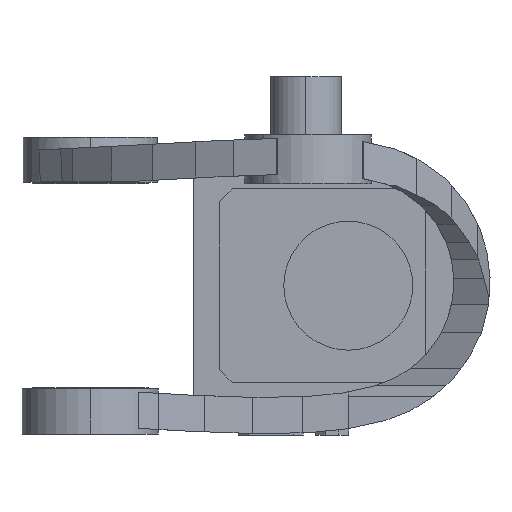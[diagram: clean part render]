
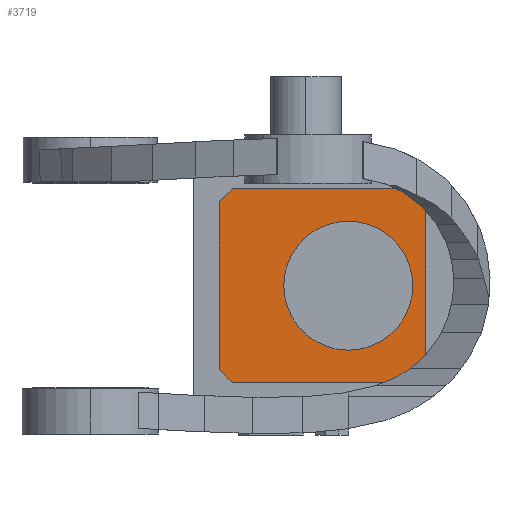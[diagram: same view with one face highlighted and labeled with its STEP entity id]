
A CAD part, front view. The second image highlights one B-rep face of the part: STEP entity #3719.
In plain terms, the highlighted planar face has unit normal (0, -1, 0).
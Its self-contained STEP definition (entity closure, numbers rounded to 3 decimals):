
#70 = EDGE_CURVE ( 'NONE', #3497, #3407, #2971, .T. ) ;
#124 = VECTOR ( 'NONE', #5672, 1000. ) ;
#235 = CARTESIAN_POINT ( 'NONE',  ( 247.941, 57., -64.206 ) ) ;
#334 = CARTESIAN_POINT ( 'NONE',  ( 200., 57., 0. ) ) ;
#340 = EDGE_LOOP ( 'NONE', ( #1571, #4940, #1657, #3146, #383, #3525, #1645, #2671, #3321, #378, #3414, #797 ) ) ;
#362 = EDGE_CURVE ( 'NONE', #3664, #4317, #1848, .T. ) ;
#378 = ORIENTED_EDGE ( 'NONE', *, *, #2824, .T. ) ;
#383 = ORIENTED_EDGE ( 'NONE', *, *, #1683, .T. ) ;
#441 = DIRECTION ( 'NONE',  ( -1., 0., 0. ) ) ;
#643 = VECTOR ( 'NONE', #441, 1000. ) ;
#684 = CARTESIAN_POINT ( 'NONE',  ( 100., 57., 65. ) ) ;
#797 = ORIENTED_EDGE ( 'NONE', *, *, #2986, .T. ) ;
#859 = CARTESIAN_POINT ( 'NONE',  ( 260., 57., 0. ) ) ;
#930 = EDGE_CURVE ( 'NONE', #3610, #4986, #2638, .T. ) ;
#948 = VECTOR ( 'NONE', #5368, 1000. ) ;
#1038 = CARTESIAN_POINT ( 'NONE',  ( 107.5, 57., 72.5 ) ) ;
#1142 = CARTESIAN_POINT ( 'NONE',  ( 262.769, 57., -51.546 ) ) ;
#1236 = CARTESIAN_POINT ( 'NONE',  ( 107.5, 57., -72.5 ) ) ;
#1257 = CARTESIAN_POINT ( 'NONE',  ( 150., 57., 0. ) ) ;
#1288 = LINE ( 'NONE', #5133, #5635 ) ;
#1334 = AXIS2_PLACEMENT_3D ( 'NONE', #334, #3207, #5072 ) ;
#1346 = ORIENTED_EDGE ( 'NONE', *, *, #5288, .T. ) ;
#1365 = VERTEX_POINT ( 'NONE', #2727 ) ;
#1387 = DIRECTION ( 'NONE',  ( 1., 0., 0. ) ) ;
#1478 = FACE_OUTER_BOUND ( 'NONE', #340, .T. ) ;
#1508 = DIRECTION ( 'NONE',  ( 0., -1., 0. ) ) ;
#1565 = CARTESIAN_POINT ( 'NONE',  ( 180., 57., 0. ) ) ;
#1570 = DIRECTION ( 'NONE',  ( 0.761, 0., 0.649 ) ) ;
#1571 = ORIENTED_EDGE ( 'NONE', *, *, #362, .F. ) ;
#1645 = ORIENTED_EDGE ( 'NONE', *, *, #5801, .F. ) ;
#1657 = ORIENTED_EDGE ( 'NONE', *, *, #5171, .F. ) ;
#1683 = EDGE_CURVE ( 'NONE', #4986, #4796, #5258, .T. ) ;
#1770 = AXIS2_PLACEMENT_3D ( 'NONE', #1565, #1508, #4773 ) ;
#1775 = VERTEX_POINT ( 'NONE', #2608 ) ;
#1848 = LINE ( 'NONE', #3733, #2238 ) ;
#1877 = DIRECTION ( 'NONE',  ( 0., 0., 1. ) ) ;
#1913 = VECTOR ( 'NONE', #3818, 1000. ) ;
#1921 = DIRECTION ( 'NONE',  ( 0., 1., 0. ) ) ;
#2124 = CARTESIAN_POINT ( 'NONE',  ( 256.876, 57., 61.741 ) ) ;
#2220 = VECTOR ( 'NONE', #1570, 1000. ) ;
#2222 = DIRECTION ( 'NONE',  ( 0.707, 0., -0.707 ) ) ;
#2238 = VECTOR ( 'NONE', #1877, 1000. ) ;
#2274 = EDGE_CURVE ( 'NONE', #5804, #1365, #2286, .T. ) ;
#2286 = LINE ( 'NONE', #5205, #4553 ) ;
#2429 = EDGE_CURVE ( 'NONE', #3407, #1775, #1288, .T. ) ;
#2608 = CARTESIAN_POINT ( 'NONE',  ( 241.746, 57., 72.652 ) ) ;
#2638 = LINE ( 'NONE', #4045, #5318 ) ;
#2645 = CARTESIAN_POINT ( 'NONE',  ( 260., 57., 57.998 ) ) ;
#2671 = ORIENTED_EDGE ( 'NONE', *, *, #70, .T. ) ;
#2718 = AXIS2_PLACEMENT_3D ( 'NONE', #5242, #1921, #4841 ) ;
#2727 = CARTESIAN_POINT ( 'NONE',  ( 236.691, 57., 75. ) ) ;
#2742 = CARTESIAN_POINT ( 'NONE',  ( 110., 57., 75. ) ) ;
#2774 = CARTESIAN_POINT ( 'NONE',  ( 110., 57., -75. ) ) ;
#2813 = CIRCLE ( 'NONE', #1334, 50. ) ;
#2816 = VECTOR ( 'NONE', #2222, 1000. ) ;
#2824 = EDGE_CURVE ( 'NONE', #1775, #1365, #3810, .T. ) ;
#2839 = CARTESIAN_POINT ( 'NONE',  ( 227.349, 57., -75. ) ) ;
#2965 = LINE ( 'NONE', #1142, #2220 ) ;
#2971 = LINE ( 'NONE', #5245, #124 ) ;
#2986 = EDGE_CURVE ( 'NONE', #5804, #4317, #3499, .T. ) ;
#3012 = EDGE_CURVE ( 'NONE', #3664, #4682, #5395, .T. ) ;
#3069 = VECTOR ( 'NONE', #6020, 1000. ) ;
#3113 = LINE ( 'NONE', #859, #3069 ) ;
#3146 = ORIENTED_EDGE ( 'NONE', *, *, #930, .T. ) ;
#3207 = DIRECTION ( 'NONE',  ( 0., 1., 0. ) ) ;
#3265 = DIRECTION ( 'NONE',  ( -0.811, 0., 0.585 ) ) ;
#3300 = EDGE_CURVE ( 'NONE', #4796, #4771, #2965, .T. ) ;
#3321 = ORIENTED_EDGE ( 'NONE', *, *, #2429, .T. ) ;
#3323 = VECTOR ( 'NONE', #4696, 1000. ) ;
#3379 = VERTEX_POINT ( 'NONE', #1257 ) ;
#3407 = VERTEX_POINT ( 'NONE', #2124 ) ;
#3414 = ORIENTED_EDGE ( 'NONE', *, *, #2274, .F. ) ;
#3497 = VERTEX_POINT ( 'NONE', #2645 ) ;
#3499 = LINE ( 'NONE', #1038, #948 ) ;
#3525 = ORIENTED_EDGE ( 'NONE', *, *, #3300, .T. ) ;
#3610 = VERTEX_POINT ( 'NONE', #2839 ) ;
#3632 = DIRECTION ( 'NONE',  ( 0.934, 0., 0.357 ) ) ;
#3664 = VERTEX_POINT ( 'NONE', #3881 ) ;
#3719 = ADVANCED_FACE ( 'NONE', ( #5721, #1478 ), #5691, .T. ) ;
#3733 = CARTESIAN_POINT ( 'NONE',  ( 100., 57., 0. ) ) ;
#3747 = CARTESIAN_POINT ( 'NONE',  ( 225.01, 57., 80.424 ) ) ;
#3810 = LINE ( 'NONE', #3747, #3323 ) ;
#3818 = DIRECTION ( 'NONE',  ( 0.852, 0., 0.523 ) ) ;
#3881 = CARTESIAN_POINT ( 'NONE',  ( 100., 57., -65. ) ) ;
#4045 = CARTESIAN_POINT ( 'NONE',  ( 237.72, 57., -71.037 ) ) ;
#4163 = LINE ( 'NONE', #4597, #643 ) ;
#4317 = VERTEX_POINT ( 'NONE', #684 ) ;
#4505 = CARTESIAN_POINT ( 'NONE',  ( 260., 57., -53.91 ) ) ;
#4553 = VECTOR ( 'NONE', #1387, 1000. ) ;
#4566 = EDGE_LOOP ( 'NONE', ( #1346, #4913 ) ) ;
#4578 = CIRCLE ( 'NONE', #2718, 50. ) ;
#4592 = VERTEX_POINT ( 'NONE', #4868 ) ;
#4597 = CARTESIAN_POINT ( 'NONE',  ( 180., 57., -75. ) ) ;
#4682 = VERTEX_POINT ( 'NONE', #2774 ) ;
#4696 = DIRECTION ( 'NONE',  ( -0.907, 0., 0.421 ) ) ;
#4709 = EDGE_CURVE ( 'NONE', #4592, #3379, #2813, .T. ) ;
#4771 = VERTEX_POINT ( 'NONE', #4505 ) ;
#4773 = DIRECTION ( 'NONE',  ( 1., 0., 0. ) ) ;
#4796 = VERTEX_POINT ( 'NONE', #235 ) ;
#4841 = DIRECTION ( 'NONE',  ( -1., 0., 0. ) ) ;
#4868 = CARTESIAN_POINT ( 'NONE',  ( 250., 57., 0. ) ) ;
#4913 = ORIENTED_EDGE ( 'NONE', *, *, #4709, .T. ) ;
#4940 = ORIENTED_EDGE ( 'NONE', *, *, #3012, .T. ) ;
#4986 = VERTEX_POINT ( 'NONE', #5192 ) ;
#5072 = DIRECTION ( 'NONE',  ( -1., 0., 0. ) ) ;
#5133 = CARTESIAN_POINT ( 'NONE',  ( 239.582, 57., 74.213 ) ) ;
#5160 = CARTESIAN_POINT ( 'NONE',  ( 249.812, 57., -63.058 ) ) ;
#5171 = EDGE_CURVE ( 'NONE', #3610, #4682, #4163, .T. ) ;
#5192 = CARTESIAN_POINT ( 'NONE',  ( 235.291, 57., -71.965 ) ) ;
#5205 = CARTESIAN_POINT ( 'NONE',  ( 180., 57., 75. ) ) ;
#5242 = CARTESIAN_POINT ( 'NONE',  ( 200., 57., 0. ) ) ;
#5245 = CARTESIAN_POINT ( 'NONE',  ( 254.617, 57., 64.449 ) ) ;
#5258 = LINE ( 'NONE', #5160, #1913 ) ;
#5288 = EDGE_CURVE ( 'NONE', #3379, #4592, #4578, .T. ) ;
#5318 = VECTOR ( 'NONE', #3632, 1000. ) ;
#5368 = DIRECTION ( 'NONE',  ( -0.707, 0., -0.707 ) ) ;
#5395 = LINE ( 'NONE', #1236, #2816 ) ;
#5635 = VECTOR ( 'NONE', #3265, 1000. ) ;
#5672 = DIRECTION ( 'NONE',  ( -0.641, 0., 0.768 ) ) ;
#5691 = PLANE ( 'NONE',  #1770 ) ;
#5721 = FACE_BOUND ( 'NONE', #4566, .T. ) ;
#5801 = EDGE_CURVE ( 'NONE', #3497, #4771, #3113, .T. ) ;
#5804 = VERTEX_POINT ( 'NONE', #2742 ) ;
#6020 = DIRECTION ( 'NONE',  ( 0., 0., -1. ) ) ;
